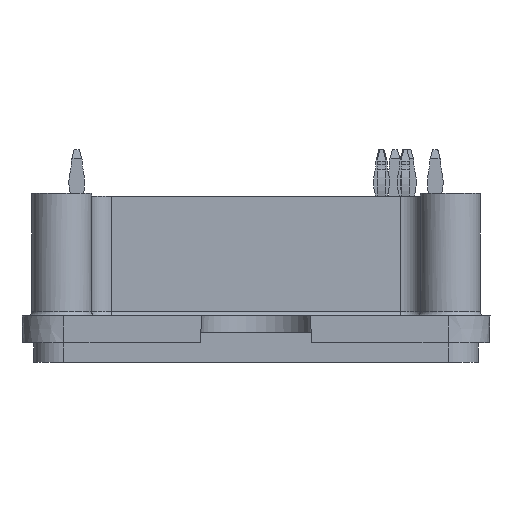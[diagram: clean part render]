
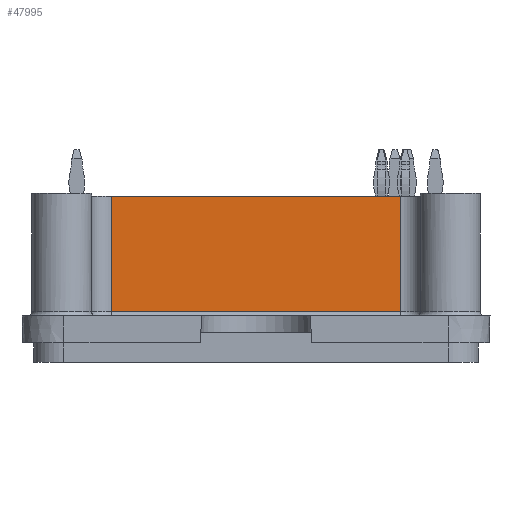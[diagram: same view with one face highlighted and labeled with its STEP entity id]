
A CAD part, left-side view. The second image highlights one B-rep face of the part: STEP entity #47995.
In plain terms, the highlighted planar face has unit normal (-1, 0, 0).
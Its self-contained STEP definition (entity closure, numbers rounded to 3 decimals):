
#1866=ORIENTED_EDGE('',*,*,#11997,.F.);
#1867=ORIENTED_EDGE('',*,*,#11982,.T.);
#1868=ORIENTED_EDGE('',*,*,#11998,.T.);
#1869=ORIENTED_EDGE('',*,*,#11999,.F.);
#11982=EDGE_CURVE('',#17052,#17051,#20451,.T.);
#11997=EDGE_CURVE('',#17052,#17059,#20460,.T.);
#11998=EDGE_CURVE('',#17051,#17060,#20461,.T.);
#11999=EDGE_CURVE('',#17059,#17060,#20462,.T.);
#17051=VERTEX_POINT('',#63131);
#17052=VERTEX_POINT('',#63133);
#17059=VERTEX_POINT('',#63162);
#17060=VERTEX_POINT('',#63164);
#20451=LINE('',#63132,#24617);
#20460=LINE('',#63161,#24626);
#20461=LINE('',#63163,#24627);
#20462=LINE('',#63165,#24628);
#24617=VECTOR('',#53185,1000.);
#24626=VECTOR('',#53220,1000.);
#24627=VECTOR('',#53221,1000.);
#24628=VECTOR('',#53222,1000.);
#28674=EDGE_LOOP('',(#1866,#1867,#1868,#1869));
#30854=FACE_BOUND('',#28674,.T.);
#32992=PLANE('',#50017);
#47995=ADVANCED_FACE('',(#30854),#32992,.F.);
#50017=AXIS2_PLACEMENT_3D('',#63160,#53218,#53219);
#53185=DIRECTION('',(0.,1.,0.));
#53218=DIRECTION('',(1.,0.,0.));
#53219=DIRECTION('',(0.,-1.,0.));
#53220=DIRECTION('',(0.,0.,-1.));
#53221=DIRECTION('',(0.,0.,-1.));
#53222=DIRECTION('',(0.,1.,0.));
#63131=CARTESIAN_POINT('',(-39.5,14.525,16.7));
#63132=CARTESIAN_POINT('',(-39.5,-22.5,16.7));
#63133=CARTESIAN_POINT('',(-39.5,-14.525,16.7));
#63160=CARTESIAN_POINT('',(-39.5,-22.5,64.83));
#63161=CARTESIAN_POINT('',(-39.5,-14.525,64.83));
#63162=CARTESIAN_POINT('',(-39.5,-14.525,5.1));
#63163=CARTESIAN_POINT('',(-39.5,14.525,64.83));
#63164=CARTESIAN_POINT('',(-39.5,14.525,5.1));
#63165=CARTESIAN_POINT('',(-39.5,-22.5,5.1));
